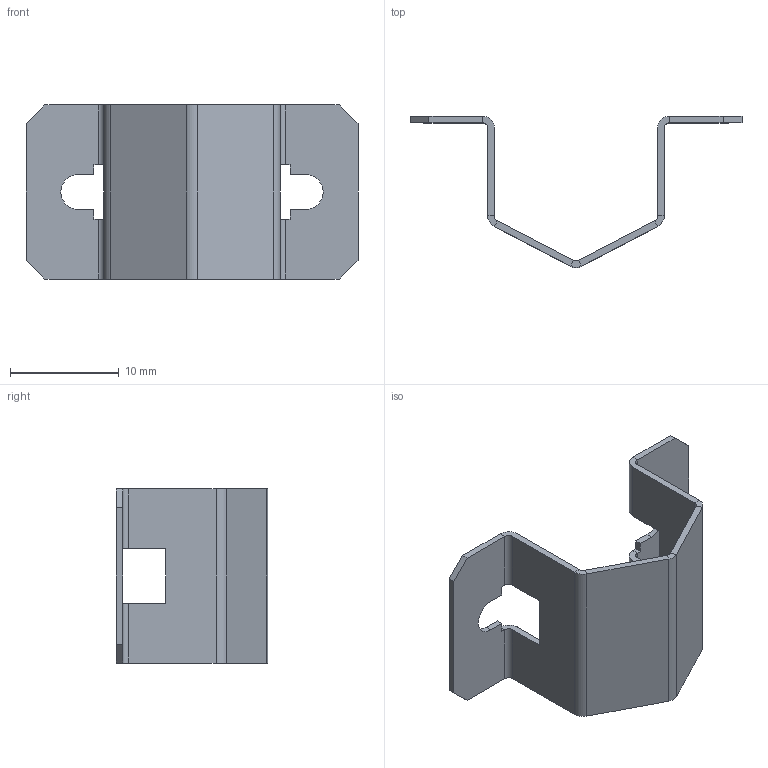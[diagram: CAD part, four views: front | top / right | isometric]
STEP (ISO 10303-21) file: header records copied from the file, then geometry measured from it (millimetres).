
FILE_DESCRIPTION(/* description */ ('STEP AP203'),/* implementation_level */ '2;1');
FILE_NAME(/* name */ 'mini-bearing-clip.stp',/* time_stamp */ '2020-12-07T16:37:50+01:00',/* author */ ('Robert Turinsky'),/* organization */ (''),/* preprocessor_version */ 'ST-DEVELOPER v18.1',/* originating_system */ 'Autodesk Inventor 2021',/* authorisation */ '');
FILE_SCHEMA (('AUTOMOTIVE_DESIGN { 1 0 10303 214 3 1 1 }'));
Length unit declared in the file: millimetre
Products named in the file (1): bearing-clip-V4_MA4.6
Bounding box: 30.5 x 13.9 x 16 mm (x, y, z)
Volume: 437.6 mm3; surface area: 1565.5 mm2
Topology: 1 solids, 1 shells, 70 faces, 184 edges, 112 vertices
Faces by surface type: plane 54, cylinder 16
Entity records: 2233 total; most frequent: ORIENTED_EDGE 384, CARTESIAN_POINT 383, DIRECTION 374, EDGE_CURVE 192, LINE 152, VECTOR 152, VERTEX_POINT 120, AXIS2_PLACEMENT_3D 111
